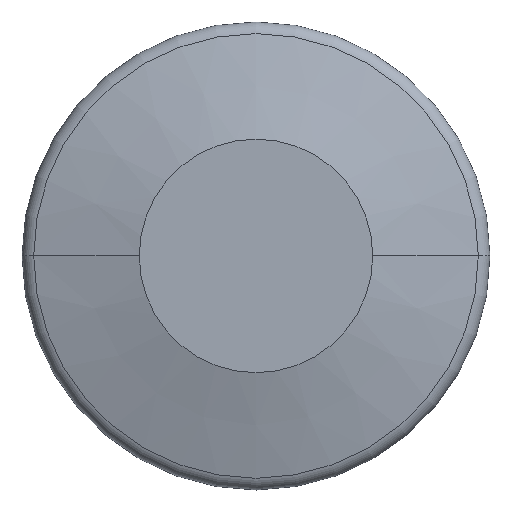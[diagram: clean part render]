
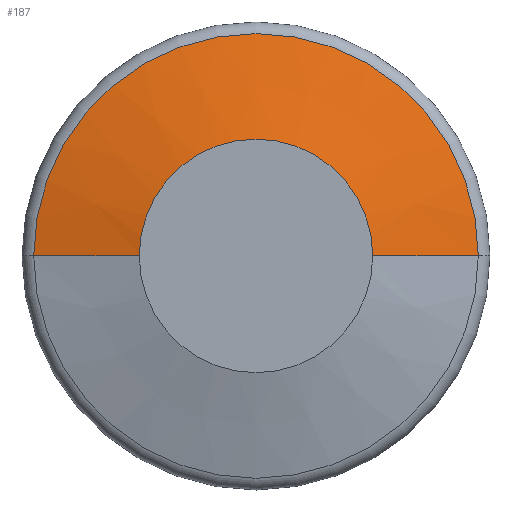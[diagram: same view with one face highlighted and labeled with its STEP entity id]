
A CAD part, top view. The second image highlights one B-rep face of the part: STEP entity #187.
In plain terms, the highlighted conical face has half-angle 75 degrees and reference radius 14.159 mm.
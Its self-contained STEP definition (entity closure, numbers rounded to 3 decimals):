
#2 = VECTOR ( 'NONE', #213, 1000. ) ;
#7 = LINE ( 'NONE', #95, #2 ) ;
#10 = VERTEX_POINT ( 'NONE', #41 ) ;
#18 = VECTOR ( 'NONE', #99, 1000. ) ;
#20 = CARTESIAN_POINT ( 'NONE',  ( 0., 0., 3.199 ) ) ;
#24 = LINE ( 'NONE', #232, #18 ) ;
#29 = FACE_OUTER_BOUND ( 'NONE', #160, .T. ) ;
#31 = DIRECTION ( 'NONE',  ( 0., 0., -1. ) ) ;
#38 = CARTESIAN_POINT ( 'NONE',  ( -7.436, 0., 5. ) ) ;
#41 = CARTESIAN_POINT ( 'NONE',  ( 7.436, 0., 5. ) ) ;
#45 = DIRECTION ( 'NONE',  ( 0., 0., -1. ) ) ;
#59 = CIRCLE ( 'NONE', #61, 7.436 ) ;
#61 = AXIS2_PLACEMENT_3D ( 'NONE', #163, #31, #127 ) ;
#71 = CIRCLE ( 'NONE', #94, 14.159 ) ;
#88 = VERTEX_POINT ( 'NONE', #38 ) ;
#94 = AXIS2_PLACEMENT_3D ( 'NONE', #159, #118, #111 ) ;
#95 = CARTESIAN_POINT ( 'NONE',  ( 14.159, 0., 3.199 ) ) ;
#99 = DIRECTION ( 'NONE',  ( -0.966, 0., -0.259 ) ) ;
#101 = EDGE_CURVE ( 'NONE', #88, #10, #59, .T. ) ;
#105 = ORIENTED_EDGE ( 'NONE', *, *, #169, .T. ) ;
#107 = ORIENTED_EDGE ( 'NONE', *, *, #101, .T. ) ;
#111 = DIRECTION ( 'NONE',  ( -1., 0., 0. ) ) ;
#112 = ORIENTED_EDGE ( 'NONE', *, *, #143, .F. ) ;
#115 = EDGE_CURVE ( 'NONE', #189, #228, #71, .T. ) ;
#117 = ORIENTED_EDGE ( 'NONE', *, *, #115, .F. ) ;
#118 = DIRECTION ( 'NONE',  ( 0., 0., -1. ) ) ;
#127 = DIRECTION ( 'NONE',  ( -1., 0., 0. ) ) ;
#143 = EDGE_CURVE ( 'NONE', #88, #189, #24, .T. ) ;
#159 = CARTESIAN_POINT ( 'NONE',  ( 0., 0., 3.199 ) ) ;
#160 = EDGE_LOOP ( 'NONE', ( #107, #105, #117, #112 ) ) ;
#163 = CARTESIAN_POINT ( 'NONE',  ( 0., 0., 5. ) ) ;
#169 = EDGE_CURVE ( 'NONE', #10, #228, #7, .T. ) ;
#174 = CARTESIAN_POINT ( 'NONE',  ( 14.159, 0., 3.199 ) ) ;
#187 = ADVANCED_FACE ( 'NONE', ( #29 ), #188, .T. ) ;
#188 = CONICAL_SURFACE ( 'NONE', #190, 14.159, 1.309 ) ;
#189 = VERTEX_POINT ( 'NONE', #230 ) ;
#190 = AXIS2_PLACEMENT_3D ( 'NONE', #20, #45, #231 ) ;
#213 = DIRECTION ( 'NONE',  ( 0.966, 0., -0.259 ) ) ;
#228 = VERTEX_POINT ( 'NONE', #174 ) ;
#230 = CARTESIAN_POINT ( 'NONE',  ( -14.159, 0., 3.199 ) ) ;
#231 = DIRECTION ( 'NONE',  ( -1., 0., 0. ) ) ;
#232 = CARTESIAN_POINT ( 'NONE',  ( -14.159, 0., 3.199 ) ) ;
